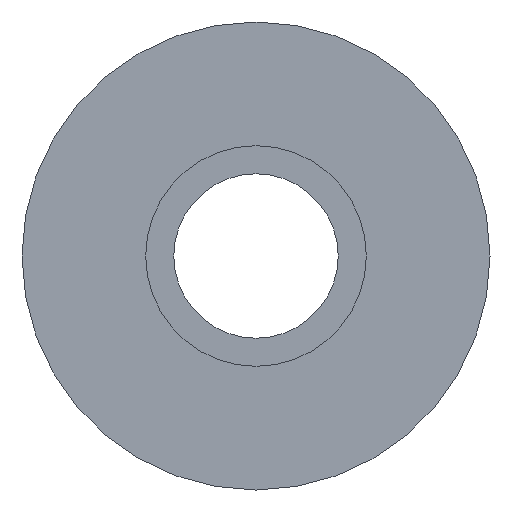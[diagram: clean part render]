
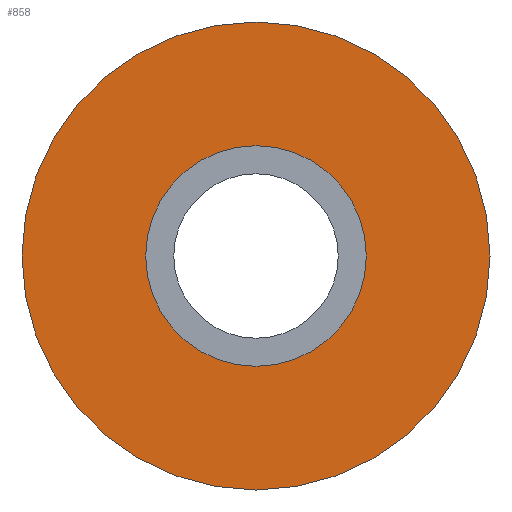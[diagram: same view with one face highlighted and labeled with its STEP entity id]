
A CAD part, front view. The second image highlights one B-rep face of the part: STEP entity #858.
In plain terms, the highlighted planar face has unit normal (0, -1, 0).
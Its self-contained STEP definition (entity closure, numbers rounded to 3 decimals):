
#151=FACE_BOUND('',#248,.T.);
#197=FACE_OUTER_BOUND('',#247,.T.);
#247=EDGE_LOOP('',(#803));
#248=EDGE_LOOP('',(#804));
#334=CIRCLE('',#1004,3.5);
#335=CIRCLE('',#1006,1.65);
#420=VERTEX_POINT('',#1580);
#421=VERTEX_POINT('',#1584);
#547=EDGE_CURVE('',#420,#420,#334,.T.);
#549=EDGE_CURVE('',#421,#421,#335,.T.);
#803=ORIENTED_EDGE('',*,*,#547,.F.);
#804=ORIENTED_EDGE('',*,*,#549,.F.);
#812=PLANE('',#1005);
#858=ADVANCED_FACE('',(#197,#151),#812,.F.);
#1004=AXIS2_PLACEMENT_3D('',#1581,#1312,#1313);
#1005=AXIS2_PLACEMENT_3D('',#1583,#1315,#1316);
#1006=AXIS2_PLACEMENT_3D('',#1585,#1317,#1318);
#1312=DIRECTION('center_axis',(0.,1.,0.));
#1313=DIRECTION('ref_axis',(1.,0.,0.));
#1315=DIRECTION('center_axis',(0.,1.,0.));
#1316=DIRECTION('ref_axis',(1.,0.,0.));
#1317=DIRECTION('center_axis',(0.,-1.,0.));
#1318=DIRECTION('ref_axis',(1.,0.,0.));
#1580=CARTESIAN_POINT('',(53.359,-65.655,-161.564));
#1581=CARTESIAN_POINT('Origin',(56.859,-65.655,-161.564));
#1583=CARTESIAN_POINT('Origin',(56.859,-65.655,-161.564));
#1584=CARTESIAN_POINT('',(55.209,-65.655,-161.564));
#1585=CARTESIAN_POINT('Origin',(56.859,-65.655,-161.564));
